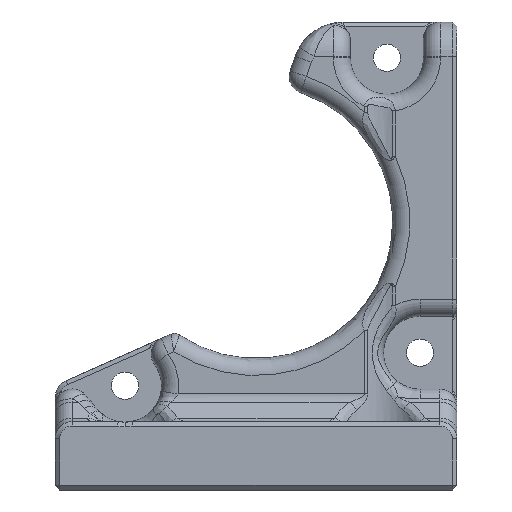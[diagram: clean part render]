
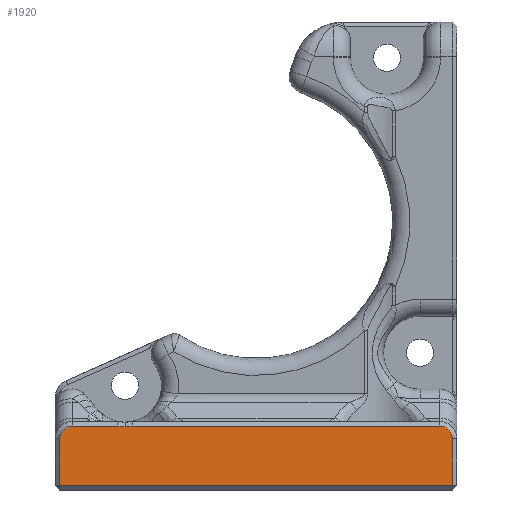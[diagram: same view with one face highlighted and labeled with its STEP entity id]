
A CAD part, front view. The second image highlights one B-rep face of the part: STEP entity #1920.
In plain terms, the highlighted face is planar.
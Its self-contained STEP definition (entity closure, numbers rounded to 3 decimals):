
#67 = FACE_OUTER_BOUND ( 'NONE', #979, .T. ) ;
#88 = DIRECTION ( 'NONE',  ( 0., 0., 1. ) ) ;
#139 = VECTOR ( 'NONE', #4076, 1000. ) ;
#197 = LINE ( 'NONE', #639, #4077 ) ;
#253 = CARTESIAN_POINT ( 'NONE',  ( 1.5, 5.6, 21. ) ) ;
#297 = CARTESIAN_POINT ( 'NONE',  ( 5.489, 5.6, 21. ) ) ;
#349 = CARTESIAN_POINT ( 'NONE',  ( 6.129, 9.137, 21. ) ) ;
#532 = AXIS2_PLACEMENT_3D ( 'NONE', #2339, #3320, #5793 ) ;
#576 = EDGE_CURVE ( 'NONE', #1201, #5715, #1378, .T. ) ;
#639 = CARTESIAN_POINT ( 'NONE',  ( 17.6, 0.4, 21. ) ) ;
#672 = CARTESIAN_POINT ( 'NONE',  ( 0.4, 6., 21. ) ) ;
#725 = VERTEX_POINT ( 'NONE', #297 ) ;
#760 = AXIS2_PLACEMENT_3D ( 'NONE', #4418, #88, #2017 ) ;
#787 = LINE ( 'NONE', #5632, #1552 ) ;
#979 = EDGE_LOOP ( 'NONE', ( #5833, #5569, #3742, #2486, #5042, #3814, #5708, #4667, #3855 ) ) ;
#986 = VERTEX_POINT ( 'NONE', #2088 ) ;
#1139 = DIRECTION ( 'NONE',  ( 0., -1., 0. ) ) ;
#1147 = CIRCLE ( 'NONE', #3684, 3.595 ) ;
#1201 = VERTEX_POINT ( 'NONE', #1981 ) ;
#1269 = CARTESIAN_POINT ( 'NONE',  ( 1.5, 4.5, 21. ) ) ;
#1277 = CARTESIAN_POINT ( 'NONE',  ( 34.8, 4.5, 21. ) ) ;
#1293 = DIRECTION ( 'NONE',  ( 0., 1., 0. ) ) ;
#1330 = VERTEX_POINT ( 'NONE', #1594 ) ;
#1378 = LINE ( 'NONE', #5251, #2453 ) ;
#1511 = DIRECTION ( 'NONE',  ( 0., 0., -1. ) ) ;
#1552 = VECTOR ( 'NONE', #1795, 1000. ) ;
#1594 = CARTESIAN_POINT ( 'NONE',  ( 0.4, 0.4, 21. ) ) ;
#1638 = CARTESIAN_POINT ( 'NONE',  ( 0.4, 4.5, 21. ) ) ;
#1737 = EDGE_CURVE ( 'NONE', #3316, #2153, #2342, .T. ) ;
#1795 = DIRECTION ( 'NONE',  ( -1., 0., 0. ) ) ;
#1920 = ADVANCED_FACE ( 'NONE', ( #67 ), #3925, .F. ) ;
#1981 = CARTESIAN_POINT ( 'NONE',  ( 34.8, 0.4, 21. ) ) ;
#2017 = DIRECTION ( 'NONE',  ( 0., 1., 0. ) ) ;
#2058 = CARTESIAN_POINT ( 'NONE',  ( 17.6, 6., 21. ) ) ;
#2088 = CARTESIAN_POINT ( 'NONE',  ( 6.129, 5.543, 21. ) ) ;
#2153 = VERTEX_POINT ( 'NONE', #1638 ) ;
#2158 = DIRECTION ( 'NONE',  ( 0., 1., 0. ) ) ;
#2339 = CARTESIAN_POINT ( 'NONE',  ( 6.129, 9.137, 21. ) ) ;
#2342 = CIRCLE ( 'NONE', #4773, 1.1 ) ;
#2364 = DIRECTION ( 'NONE',  ( 0., 1., 0. ) ) ;
#2453 = VECTOR ( 'NONE', #2364, 1000. ) ;
#2486 = ORIENTED_EDGE ( 'NONE', *, *, #3674, .T. ) ;
#2567 = CARTESIAN_POINT ( 'NONE',  ( 6.769, 5.6, 21. ) ) ;
#2755 = VERTEX_POINT ( 'NONE', #2567 ) ;
#2809 = EDGE_CURVE ( 'NONE', #1330, #1201, #197, .T. ) ;
#2965 = DIRECTION ( 'NONE',  ( 0., 1., 0. ) ) ;
#3125 = EDGE_CURVE ( 'NONE', #986, #725, #5593, .T. ) ;
#3199 = DIRECTION ( 'NONE',  ( 0., 0., 1. ) ) ;
#3316 = VERTEX_POINT ( 'NONE', #253 ) ;
#3320 = DIRECTION ( 'NONE',  ( 0., 0., -1. ) ) ;
#3399 = EDGE_CURVE ( 'NONE', #2755, #986, #1147, .T. ) ;
#3423 = LINE ( 'NONE', #672, #5326 ) ;
#3490 = CIRCLE ( 'NONE', #760, 1.1 ) ;
#3674 = EDGE_CURVE ( 'NONE', #725, #3316, #4138, .T. ) ;
#3684 = AXIS2_PLACEMENT_3D ( 'NONE', #349, #6148, #1293 ) ;
#3742 = ORIENTED_EDGE ( 'NONE', *, *, #3125, .T. ) ;
#3814 = ORIENTED_EDGE ( 'NONE', *, *, #5968, .T. ) ;
#3855 = ORIENTED_EDGE ( 'NONE', *, *, #5300, .T. ) ;
#3925 = PLANE ( 'NONE',  #4466 ) ;
#4076 = DIRECTION ( 'NONE',  ( -1., 0., 0. ) ) ;
#4077 = VECTOR ( 'NONE', #5898, 1000. ) ;
#4104 = EDGE_CURVE ( 'NONE', #5043, #2755, #787, .T. ) ;
#4138 = LINE ( 'NONE', #5090, #139 ) ;
#4418 = CARTESIAN_POINT ( 'NONE',  ( 33.7, 4.5, 21. ) ) ;
#4466 = AXIS2_PLACEMENT_3D ( 'NONE', #2058, #1511, #2965 ) ;
#4667 = ORIENTED_EDGE ( 'NONE', *, *, #576, .T. ) ;
#4773 = AXIS2_PLACEMENT_3D ( 'NONE', #1269, #3199, #2158 ) ;
#5042 = ORIENTED_EDGE ( 'NONE', *, *, #1737, .T. ) ;
#5043 = VERTEX_POINT ( 'NONE', #5750 ) ;
#5090 = CARTESIAN_POINT ( 'NONE',  ( 17.6, 5.6, 21. ) ) ;
#5251 = CARTESIAN_POINT ( 'NONE',  ( 34.8, 6., 21. ) ) ;
#5300 = EDGE_CURVE ( 'NONE', #5715, #5043, #3490, .T. ) ;
#5326 = VECTOR ( 'NONE', #1139, 1000. ) ;
#5569 = ORIENTED_EDGE ( 'NONE', *, *, #3399, .T. ) ;
#5593 = CIRCLE ( 'NONE', #532, 3.595 ) ;
#5632 = CARTESIAN_POINT ( 'NONE',  ( 17.6, 5.6, 21. ) ) ;
#5708 = ORIENTED_EDGE ( 'NONE', *, *, #2809, .T. ) ;
#5715 = VERTEX_POINT ( 'NONE', #1277 ) ;
#5750 = CARTESIAN_POINT ( 'NONE',  ( 33.7, 5.6, 21. ) ) ;
#5793 = DIRECTION ( 'NONE',  ( 0., 1., 0. ) ) ;
#5833 = ORIENTED_EDGE ( 'NONE', *, *, #4104, .T. ) ;
#5898 = DIRECTION ( 'NONE',  ( 1., 0., 0. ) ) ;
#5968 = EDGE_CURVE ( 'NONE', #2153, #1330, #3423, .T. ) ;
#6148 = DIRECTION ( 'NONE',  ( 0., 0., -1. ) ) ;
